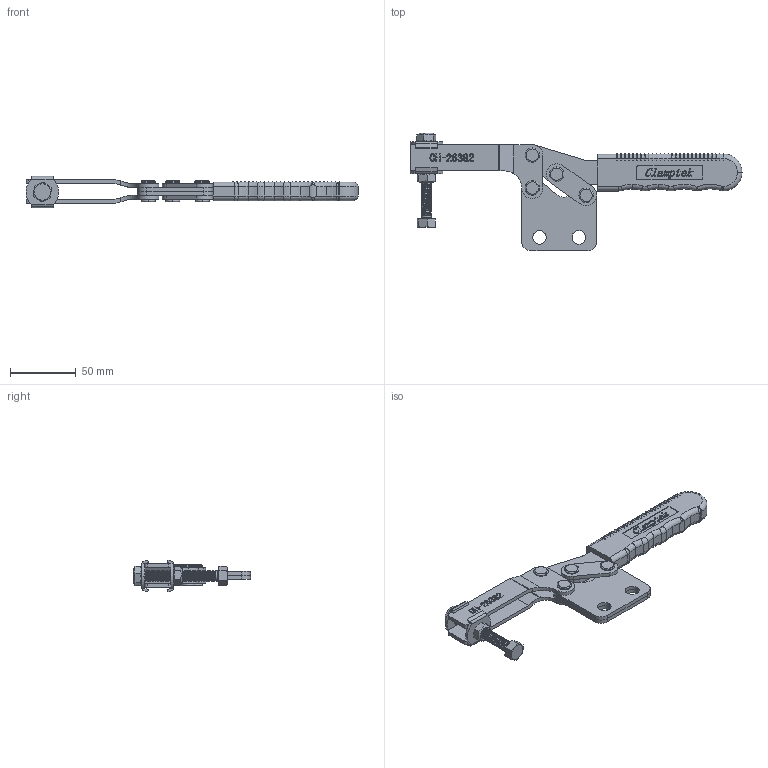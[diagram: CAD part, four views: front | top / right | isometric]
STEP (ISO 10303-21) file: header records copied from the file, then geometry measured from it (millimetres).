
FILE_DESCRIPTION (( 'STEP AP203' ), '1' );
FILE_NAME ('CH-26382.STEP', '2011-12-15T07:26:06', ( '微软用户' ), ( '微软中国' ), 'SwSTEP 2.0', 'SolidWorks 2010', '' );
FILE_SCHEMA (( 'CONFIG_CONTROL_DESIGN' ));
Products named in the file (10): 25382-04; 25382-05; CH-26382; 26382-01; 26382-02; 25382-03; FW380; M8; 086512; 01
Assembly tree (15 placements, depth 2):
  CH-26382
    M8  x2
    25382-04  x2
    26382-01
    FW380  x2
    25382-03
    086512
    25382-05  x4
    26382-02
    01
Bounding box: 252.53 x 89.14 x 24.32 mm (x, y, z)
Volume: 87461.3 mm3; surface area: 55908 mm2
Topology: 17 solids, 17 shells, 1520 faces, 4008 edges, 2574 vertices
Faces by surface type: plane 572, cylinder 446, bspline 368, torus 106, cone 22, sphere 6
Entity records: 79898 total; most frequent: CARTESIAN_POINT 46171, ORIENTED_EDGE 7532, DIRECTION 5566, EDGE_CURVE 3766, VERTEX_POINT 2422, LINE 2086, VECTOR 2086, AXIS2_PLACEMENT_3D 1740
